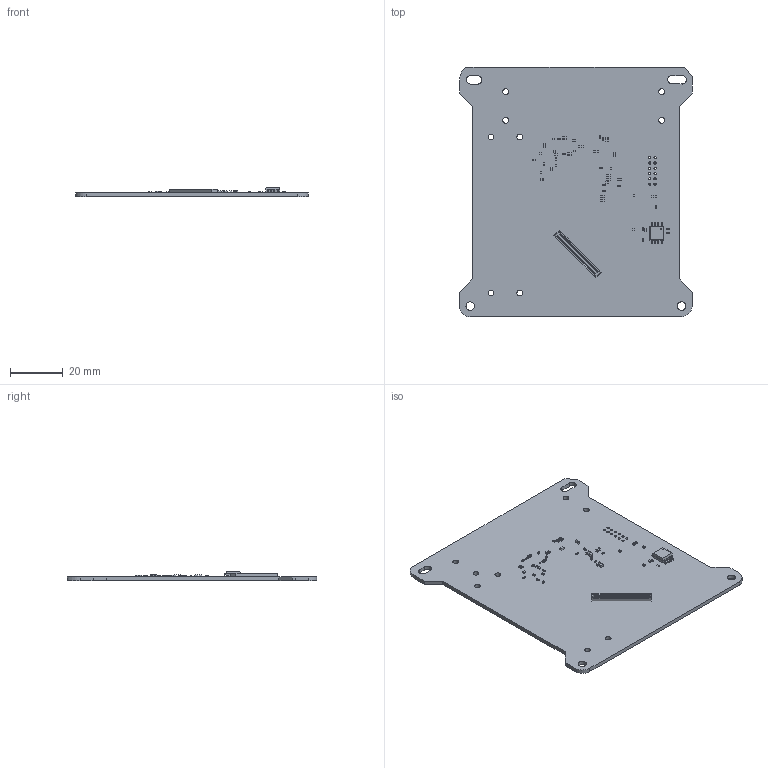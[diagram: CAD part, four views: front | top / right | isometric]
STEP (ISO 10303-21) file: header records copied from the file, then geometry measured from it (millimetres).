
FILE_DESCRIPTION(('KiCad electronic assembly'),'2;1');
FILE_NAME('spresense_payload.step','2025-10-06T22:51:07',('Pcbnew'),( 'Kicad'),'Open CASCADE STEP processor 7.9','KiCad to STEP converter' ,'Unknown');
FILE_SCHEMA(('AUTOMOTIVE_DESIGN { 1 0 10303 214 1 1 1 1 }'));
Length unit declared in the file: millimetre
Products named in the file (7): spresense_payload 1; C_0402_1005Metric; R_0402_1005Metric; SOIC-8_5.3x5.3mm_P1.27mm; C_0603_1608Metric; DF40HC(3.0)-100DS-0.4V; spresense_payload_PCB
Assembly tree (53 placements, depth 2):
  spresense_payload 1
    C_0402_1005Metric  x25
    R_0402_1005Metric  x18
    SOIC-8_5.3x5.3mm_P1.27mm
    C_0603_1608Metric  x7
    DF40HC(3.0)-100DS-0.4V
    spresense_payload_PCB
Bounding box: 88 x 94.51 x 3.75 mm (x, y, z)
Volume: 11561.2 mm3; surface area: 16448.9 mm2
Topology: 53 solids, 53 shells, 3703 faces, 9870 edges, 6539 vertices
Faces by surface type: plane 2506, cylinder 1189, bspline 8
Full cylindrical faces by diameter (mm): 0.85 x12, 2.2 x8, 3.2 x2
Entity records: 78158 total; most frequent: CARTESIAN_POINT 13416, ORIENTED_EDGE 13107, DIRECTION 12863, EDGE_CURVE 6554, LINE 5155, VECTOR 5155, VERTEX_POINT 4351, AXIS2_PLACEMENT_3D 3854
